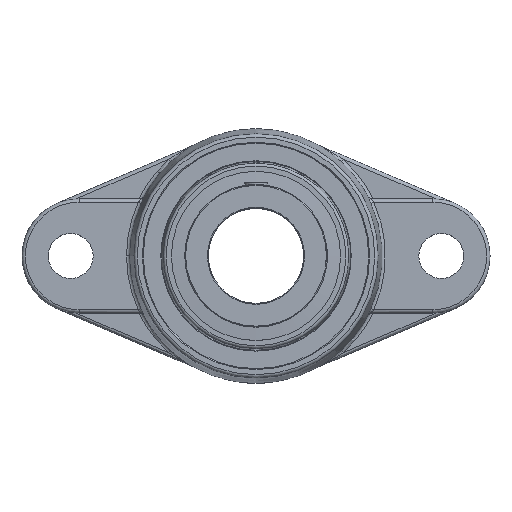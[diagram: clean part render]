
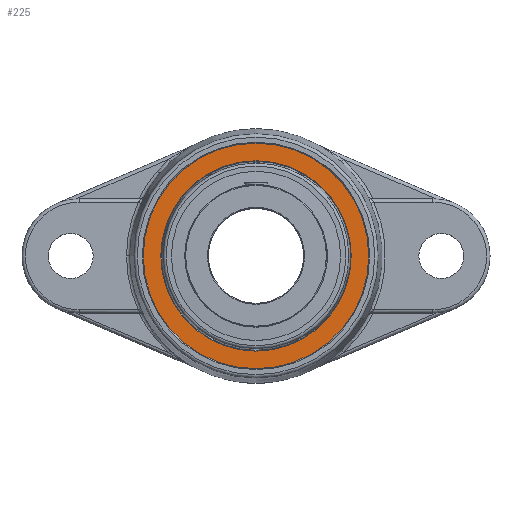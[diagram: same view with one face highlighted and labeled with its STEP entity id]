
A CAD part, top view. The second image highlights one B-rep face of the part: STEP entity #225.
In plain terms, the highlighted planar face has unit normal (0, 0, 1).
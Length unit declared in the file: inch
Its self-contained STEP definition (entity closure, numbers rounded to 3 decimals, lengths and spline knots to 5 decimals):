
#112=CARTESIAN_POINT('',(-1.18602,-0.,0.88583));
#113=VERTEX_POINT('',#112);
#120=CARTESIAN_POINT('',(1.18602,0.,0.88583));
#121=VERTEX_POINT('',#120);
#122=CARTESIAN_POINT('',(0.,0.,0.88583));
#123=DIRECTION('',(0.,0.,1.));
#124=DIRECTION('',(1.,0.,-0.));
#125=AXIS2_PLACEMENT_3D('',#122,#123,#124);
#126=CIRCLE('',#125,1.18602);
#127=EDGE_CURVE('',#121,#113,#126,.T.);
#129=CARTESIAN_POINT('',(0.,0.,0.88583));
#130=DIRECTION('',(0.,0.,1.));
#131=DIRECTION('',(1.,0.,-0.));
#132=AXIS2_PLACEMENT_3D('',#129,#130,#131);
#133=CIRCLE('',#132,1.18602);
#134=EDGE_CURVE('',#113,#121,#133,.T.);
#178=CARTESIAN_POINT('',(-0.,1.00096,0.88583));
#179=VERTEX_POINT('',#178);
#203=CARTESIAN_POINT('',(0.,0.,0.88583));
#204=DIRECTION('',(0.,0.,1.));
#205=DIRECTION('',(0.,-1.,0.));
#206=AXIS2_PLACEMENT_3D('',#203,#204,#205);
#207=CIRCLE('',#206,1.00096);
#208=EDGE_CURVE('',#179,#179,#207,.T.);
#213=CARTESIAN_POINT('',(0.,0.,0.88583));
#214=DIRECTION('',(0.,0.,1.));
#215=DIRECTION('',(1.,0.,0.));
#216=AXIS2_PLACEMENT_3D('',#213,#214,#215);
#217=PLANE('',#216);
#218=ORIENTED_EDGE('',*,*,#127,.T.);
#219=ORIENTED_EDGE('',*,*,#134,.T.);
#220=EDGE_LOOP('',(#218,#219));
#221=FACE_BOUND('',#220,.T.);
#222=ORIENTED_EDGE('',*,*,#208,.F.);
#223=EDGE_LOOP('',(#222));
#224=FACE_BOUND('',#223,.T.);
#225=ADVANCED_FACE('',(#221,#224),#217,.T.);
